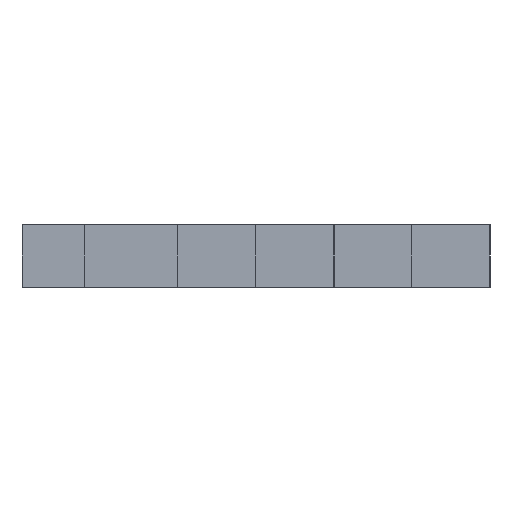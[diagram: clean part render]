
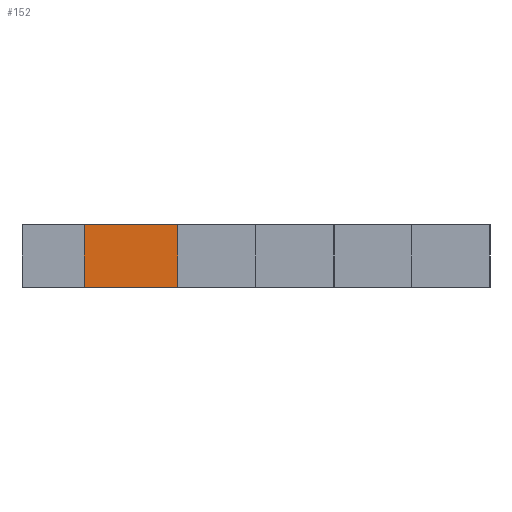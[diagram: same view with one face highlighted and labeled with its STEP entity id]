
A CAD part, front view. The second image highlights one B-rep face of the part: STEP entity #152.
In plain terms, the highlighted planar face has unit normal (0, -1, 0).
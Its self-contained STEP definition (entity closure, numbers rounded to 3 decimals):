
#152=ADVANCED_FACE('',(#240),#196,.T.);
#196=PLANE('',#1382);
#240=FACE_OUTER_BOUND('',#282,.T.);
#282=EDGE_LOOP('',(#429,#430,#431,#432));
#429=ORIENTED_EDGE('',*,*,#735,.F.);
#430=ORIENTED_EDGE('',*,*,#734,.F.);
#431=ORIENTED_EDGE('',*,*,#736,.T.);
#432=ORIENTED_EDGE('',*,*,#737,.T.);
#619=VERTEX_POINT('',#1908);
#620=VERTEX_POINT('',#1910);
#621=VERTEX_POINT('',#1914);
#622=VERTEX_POINT('',#1916);
#734=EDGE_CURVE('',#620,#619,#1046,.T.);
#735=EDGE_CURVE('',#619,#621,#1047,.T.);
#736=EDGE_CURVE('',#620,#622,#1048,.T.);
#737=EDGE_CURVE('',#622,#621,#1049,.T.);
#1046=LINE('',#1911,#1218);
#1047=LINE('',#1913,#1219);
#1048=LINE('',#1915,#1220);
#1049=LINE('',#1917,#1221);
#1218=VECTOR('',#1608,1.);
#1219=VECTOR('',#1611,1.);
#1220=VECTOR('',#1612,1.);
#1221=VECTOR('',#1613,1.);
#1382=AXIS2_PLACEMENT_3D('',#1918,#1614,#1615);
#1608=DIRECTION('',(0.,0.,-1.));
#1611=DIRECTION('',(-1.,0.,0.));
#1612=DIRECTION('',(-1.,0.,0.));
#1613=DIRECTION('',(0.,0.,-1.));
#1614=DIRECTION('',(0.,-1.,0.));
#1615=DIRECTION('',(1.,0.,0.));
#1908=CARTESIAN_POINT('',(-5.,0.,0.));
#1910=CARTESIAN_POINT('',(-5.,0.,4.));
#1911=CARTESIAN_POINT('',(-5.,0.,4.));
#1913=CARTESIAN_POINT('',(-5.,0.,0.));
#1914=CARTESIAN_POINT('',(-11.,0.,0.));
#1915=CARTESIAN_POINT('',(-5.,0.,4.));
#1916=CARTESIAN_POINT('',(-11.,0.,4.));
#1917=CARTESIAN_POINT('',(-11.,0.,4.));
#1918=CARTESIAN_POINT('',(-5.,0.,4.));
